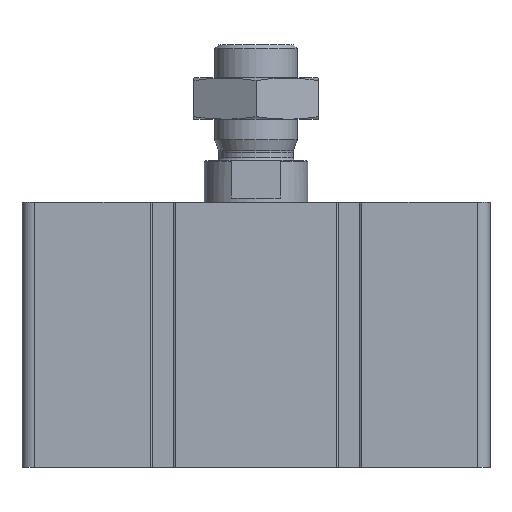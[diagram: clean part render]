
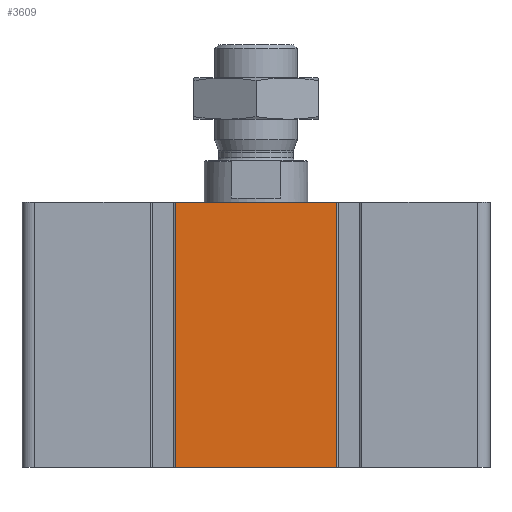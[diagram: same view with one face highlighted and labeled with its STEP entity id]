
A CAD part, front view. The second image highlights one B-rep face of the part: STEP entity #3609.
In plain terms, the highlighted planar face has unit normal (0, -1, 0).
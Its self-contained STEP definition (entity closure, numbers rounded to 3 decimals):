
#108=LINE('',#5601,#390);
#109=LINE('',#5603,#391);
#110=LINE('',#5605,#392);
#111=LINE('',#5607,#393);
#390=VECTOR('',#4428,1000.);
#391=VECTOR('',#4431,1000.);
#392=VECTOR('',#4432,1000.);
#393=VECTOR('',#4433,1000.);
#645=PLANE('',#3896);
#820=ORIENTED_EDGE('',*,*,#1839,.F.);
#821=ORIENTED_EDGE('',*,*,#1838,.F.);
#822=ORIENTED_EDGE('',*,*,#1840,.T.);
#823=ORIENTED_EDGE('',*,*,#1841,.T.);
#1838=EDGE_CURVE('',#2339,#2338,#108,.T.);
#1839=EDGE_CURVE('',#2338,#2340,#109,.T.);
#1840=EDGE_CURVE('',#2339,#2341,#110,.T.);
#1841=EDGE_CURVE('',#2341,#2340,#111,.T.);
#2338=VERTEX_POINT('',#5598);
#2339=VERTEX_POINT('',#5600);
#2340=VERTEX_POINT('',#5604);
#2341=VERTEX_POINT('',#5606);
#2910=EDGE_LOOP('',(#820,#821,#822,#823));
#3212=FACE_BOUND('',#2910,.T.);
#3609=ADVANCED_FACE('',(#3212),#645,.T.);
#3896=AXIS2_PLACEMENT_3D('',#5602,#4429,#4430);
#4428=DIRECTION('',(0.,0.,1.));
#4429=DIRECTION('',(0.,-1.,0.));
#4430=DIRECTION('',(0.,0.,-1.));
#4431=DIRECTION('',(1.,0.,0.));
#4432=DIRECTION('',(1.,0.,0.));
#4433=DIRECTION('',(0.,0.,1.));
#5598=CARTESIAN_POINT('',(-19.5,-56.5,0.));
#5600=CARTESIAN_POINT('',(-19.5,-56.5,-64.));
#5601=CARTESIAN_POINT('',(-19.5,-56.5,-64.));
#5602=CARTESIAN_POINT('',(-19.5,-56.5,-64.));
#5603=CARTESIAN_POINT('',(-19.5,-56.5,0.));
#5604=CARTESIAN_POINT('',(19.5,-56.5,0.));
#5605=CARTESIAN_POINT('',(-19.5,-56.5,-64.));
#5606=CARTESIAN_POINT('',(19.5,-56.5,-64.));
#5607=CARTESIAN_POINT('',(19.5,-56.5,-64.));
